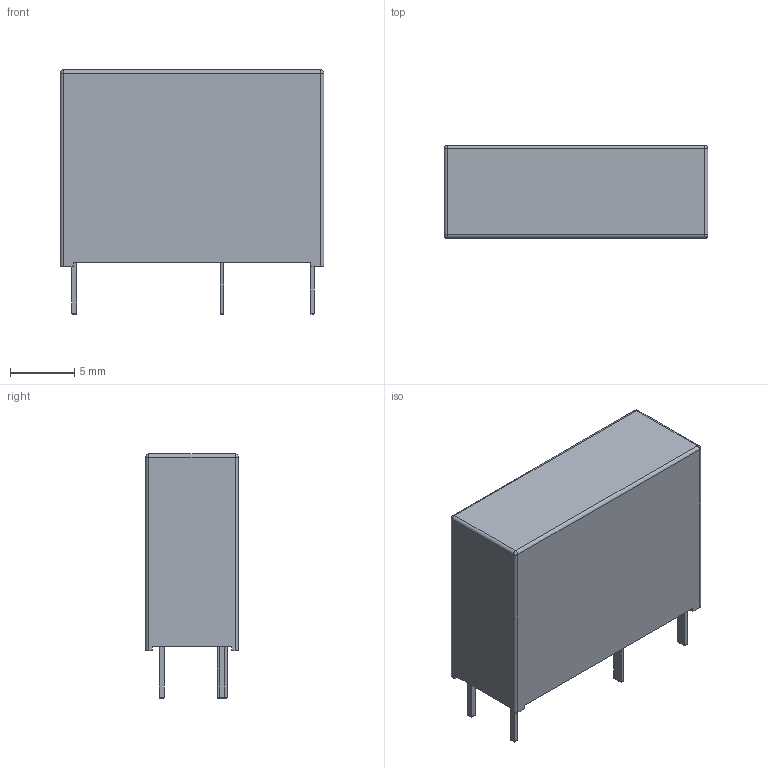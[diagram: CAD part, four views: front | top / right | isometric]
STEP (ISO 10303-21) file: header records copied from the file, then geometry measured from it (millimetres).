
FILE_DESCRIPTION(/* description */ ('model of Relay_SPST_Omron_G5NB'),/* implementation_level */ '2;1');
FILE_NAME(/* name */ 'Relay_SPST_Omron_G5NB.step',/* time_stamp */ '2024-01-15T13:11:03',/* author */ ('KiCAD','kicad'),/* organization */ ('OCCT'),/* preprocessor_version */ '',/* originating_system */ 'KiCAD',/* authorisation */ '');
FILE_SCHEMA(('AUTOMOTIVE_DESIGN { 1 0 10303 214 1 1 1 1 }'));
Length unit declared in the file: millimetre
Products named in the file (1): Relay_SPST_Omron_G5NB
Bounding box: 20.5 x 7.2 x 19 mm (x, y, z)
Volume: 2216.3 mm3; surface area: 1147.4 mm2
Topology: 1 solids, 1 shells, 66 faces, 156 edges, 92 vertices
Faces by surface type: plane 38, cylinder 24, sphere 4
Entity records: 2575 total; most frequent: DIRECTION 318, CARTESIAN_POINT 311, ORIENTED_EDGE 304, EDGE_CURVE 152, LINE 120, VECTOR 120, AXIS2_PLACEMENT_3D 99, VERTEX_POINT 92
